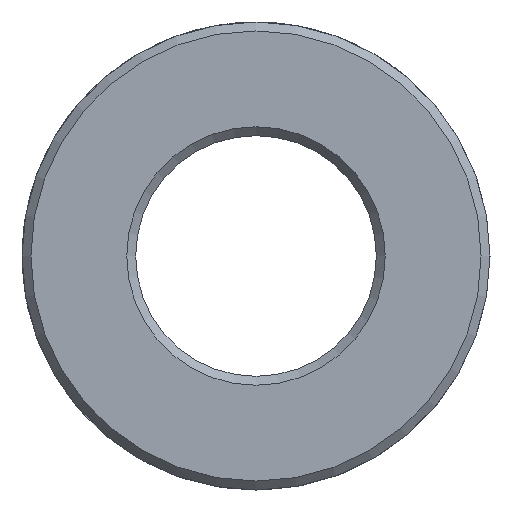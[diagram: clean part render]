
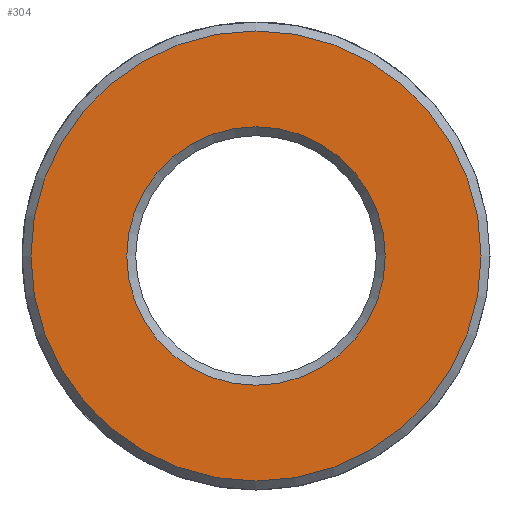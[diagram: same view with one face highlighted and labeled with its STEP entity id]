
A CAD part, left-side view. The second image highlights one B-rep face of the part: STEP entity #304.
In plain terms, the highlighted planar face has unit normal (-1, 0, 0).
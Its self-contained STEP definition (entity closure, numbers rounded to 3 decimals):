
#16=FACE_BOUND('',#57,.T.);
#27=PLANE('',#350);
#38=FACE_OUTER_BOUND('',#56,.T.);
#56=EDGE_LOOP('',(#251));
#57=EDGE_LOOP('',(#252));
#78=CIRCLE('',#349,10.1);
#79=CIRCLE('',#351,5.8);
#146=VERTEX_POINT('',#531);
#147=VERTEX_POINT('',#535);
#184=EDGE_CURVE('',#146,#146,#78,.T.);
#185=EDGE_CURVE('',#147,#147,#79,.T.);
#251=ORIENTED_EDGE('',*,*,#184,.F.);
#252=ORIENTED_EDGE('',*,*,#185,.F.);
#304=ADVANCED_FACE('',(#38,#16),#27,.T.);
#349=AXIS2_PLACEMENT_3D('',#533,#429,#430);
#350=AXIS2_PLACEMENT_3D('',#534,#431,#432);
#351=AXIS2_PLACEMENT_3D('',#536,#433,#434);
#429=DIRECTION('center_axis',(1.,0.,0.));
#430=DIRECTION('ref_axis',(0.,-1.,0.));
#431=DIRECTION('center_axis',(-1.,0.,0.));
#432=DIRECTION('ref_axis',(0.,0.,1.));
#433=DIRECTION('center_axis',(-1.,0.,0.));
#434=DIRECTION('ref_axis',(0.,-1.,0.));
#531=CARTESIAN_POINT('',(-27.9,10.1,0.));
#533=CARTESIAN_POINT('Origin',(-27.9,0.,0.));
#534=CARTESIAN_POINT('Origin',(-27.9,10.5,0.));
#535=CARTESIAN_POINT('',(-27.9,5.8,0.));
#536=CARTESIAN_POINT('Origin',(-27.9,0.,0.));
